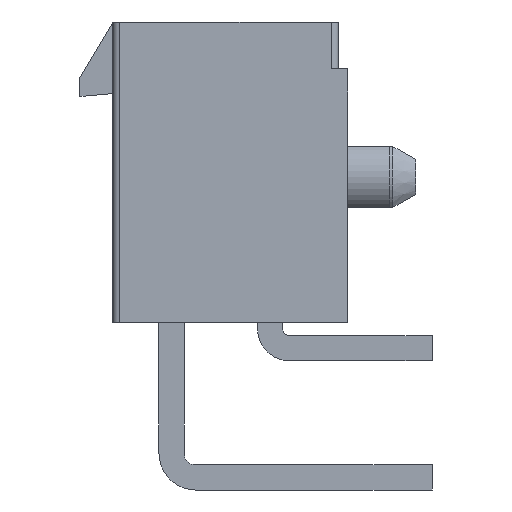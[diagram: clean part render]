
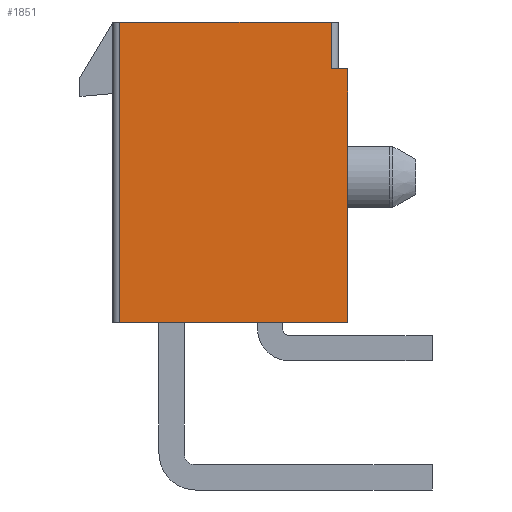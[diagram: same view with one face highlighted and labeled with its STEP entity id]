
A CAD part, left-side view. The second image highlights one B-rep face of the part: STEP entity #1851.
In plain terms, the highlighted planar face has unit normal (-1, 0, 0).
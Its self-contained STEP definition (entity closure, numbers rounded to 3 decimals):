
#26=DIRECTION('',(0.,1.,0.));
#27=VECTOR('',#26,9.);
#28=CARTESIAN_POINT('',(-4.8,0.7,0.));
#29=LINE('',#28,#27);
#151=DIRECTION('',(0.,0.,1.));
#152=VECTOR('',#151,12.8);
#153=CARTESIAN_POINT('',(-4.8,9.7,-12.8));
#154=LINE('',#153,#152);
#160=DIRECTION('',(0.,1.,0.));
#161=VECTOR('',#160,0.7);
#162=CARTESIAN_POINT('',(-4.8,0.,-2.));
#163=LINE('',#162,#161);
#164=DIRECTION('',(0.,1.,0.));
#165=VECTOR('',#164,9.7);
#166=CARTESIAN_POINT('',(-4.8,0.,-12.8));
#167=LINE('',#166,#165);
#168=DIRECTION('',(0.,0.,1.));
#169=VECTOR('',#168,2.);
#170=CARTESIAN_POINT('',(-4.8,0.7,-2.));
#171=LINE('',#170,#169);
#557=DIRECTION('',(0.,0.,1.));
#558=VECTOR('',#557,10.8);
#559=CARTESIAN_POINT('',(-4.8,0.,-12.8));
#560=LINE('',#559,#558);
#1461=CARTESIAN_POINT('',(-4.8,9.7,0.));
#1462=VERTEX_POINT('',#1461);
#1463=CARTESIAN_POINT('',(-4.8,9.7,-12.8));
#1464=VERTEX_POINT('',#1463);
#1465=CARTESIAN_POINT('',(-4.8,0.7,0.));
#1467=VERTEX_POINT('',#1465);
#1529=CARTESIAN_POINT('',(-4.8,0.,-12.8));
#1530=CARTESIAN_POINT('',(-4.8,0.,-2.));
#1531=VERTEX_POINT('',#1529);
#1532=VERTEX_POINT('',#1530);
#1551=CARTESIAN_POINT('',(-4.8,0.7,-2.));
#1552=VERTEX_POINT('',#1551);
#1834=CARTESIAN_POINT('',(-4.8,0.4,0.));
#1835=DIRECTION('',(-1.,0.,0.));
#1836=DIRECTION('',(0.,1.,0.));
#1837=AXIS2_PLACEMENT_3D('',#1834,#1835,#1836);
#1838=PLANE('',#1837);
#1840=ORIENTED_EDGE('',*,*,#1839,.F.);
#1842=ORIENTED_EDGE('',*,*,#1841,.F.);
#1844=ORIENTED_EDGE('',*,*,#1843,.F.);
#1846=ORIENTED_EDGE('',*,*,#1845,.T.);
#1847=ORIENTED_EDGE('',*,*,#1827,.T.);
#1848=ORIENTED_EDGE('',*,*,#1712,.F.);
#1849=EDGE_LOOP('',(#1840,#1842,#1844,#1846,#1847,#1848));
#1850=FACE_OUTER_BOUND('',#1849,.F.);
#1851=ADVANCED_FACE('',(#1850),#1838,.T.);
#1712=EDGE_CURVE('',#1467,#1462,#29,.T.);
#1827=EDGE_CURVE('',#1464,#1462,#154,.T.);
#1839=EDGE_CURVE('',#1552,#1467,#171,.T.);
#1841=EDGE_CURVE('',#1532,#1552,#163,.T.);
#1843=EDGE_CURVE('',#1531,#1532,#560,.T.);
#1845=EDGE_CURVE('',#1531,#1464,#167,.T.);
